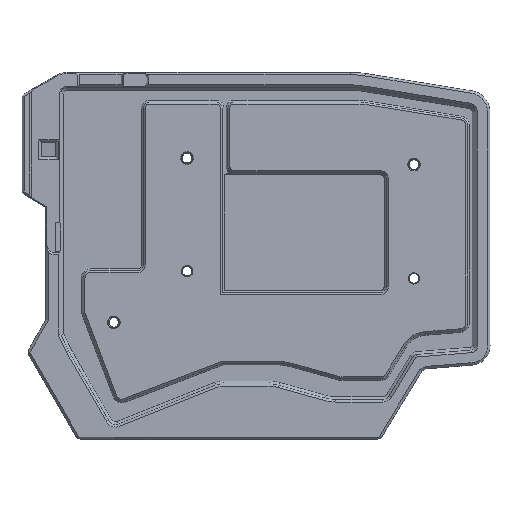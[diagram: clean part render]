
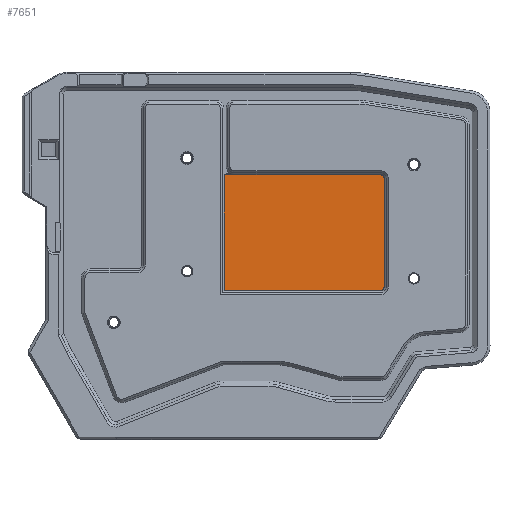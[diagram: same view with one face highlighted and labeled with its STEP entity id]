
A CAD part, top view. The second image highlights one B-rep face of the part: STEP entity #7651.
In plain terms, the highlighted planar face has unit normal (0, 0, 1).
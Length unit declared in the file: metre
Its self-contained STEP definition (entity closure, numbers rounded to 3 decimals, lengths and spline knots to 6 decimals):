
#325=CIRCLE('',#8285,0.0008);
#326=CIRCLE('',#8286,0.0008);
#327=CIRCLE('',#8287,0.0012);
#328=CIRCLE('',#8288,0.0012);
#329=CIRCLE('',#8289,0.0028);
#1661=ORIENTED_EDGE('',*,*,#3272,.T.);
#1662=ORIENTED_EDGE('',*,*,#3273,.T.);
#1663=ORIENTED_EDGE('',*,*,#3274,.T.);
#1664=ORIENTED_EDGE('',*,*,#3275,.T.);
#1665=ORIENTED_EDGE('',*,*,#3276,.T.);
#1666=ORIENTED_EDGE('',*,*,#3277,.T.);
#1667=ORIENTED_EDGE('',*,*,#3278,.T.);
#1668=ORIENTED_EDGE('',*,*,#3279,.T.);
#1669=ORIENTED_EDGE('',*,*,#3280,.T.);
#1670=ORIENTED_EDGE('',*,*,#3281,.T.);
#3272=EDGE_CURVE('',#4090,#4091,#325,.T.);
#3273=EDGE_CURVE('',#4091,#4092,#4844,.T.);
#3274=EDGE_CURVE('',#4092,#4093,#326,.T.);
#3275=EDGE_CURVE('',#4093,#4094,#4845,.T.);
#3276=EDGE_CURVE('',#4094,#4095,#327,.T.);
#3277=EDGE_CURVE('',#4095,#4096,#4846,.T.);
#3278=EDGE_CURVE('',#4096,#4097,#328,.T.);
#3279=EDGE_CURVE('',#4097,#4098,#4847,.T.);
#3280=EDGE_CURVE('',#4098,#4099,#329,.F.);
#3281=EDGE_CURVE('',#4099,#4090,#4848,.T.);
#4090=VERTEX_POINT('',#12255);
#4091=VERTEX_POINT('',#12256);
#4092=VERTEX_POINT('',#12258);
#4093=VERTEX_POINT('',#12260);
#4094=VERTEX_POINT('',#12262);
#4095=VERTEX_POINT('',#12264);
#4096=VERTEX_POINT('',#12266);
#4097=VERTEX_POINT('',#12268);
#4098=VERTEX_POINT('',#12270);
#4099=VERTEX_POINT('',#12272);
#4844=LINE('',#12257,#5718);
#4845=LINE('',#12261,#5719);
#4846=LINE('',#12265,#5720);
#4847=LINE('',#12269,#5721);
#4848=LINE('',#12273,#5722);
#5718=VECTOR('',#9938,1.);
#5719=VECTOR('',#9941,1.);
#5720=VECTOR('',#9944,1.);
#5721=VECTOR('',#9947,1.);
#5722=VECTOR('',#9950,1.);
#6299=EDGE_LOOP('',(#1661,#1662,#1663,#1664,#1665,#1666,#1667,#1668,#1669,
#1670));
#6823=FACE_BOUND('',#6299,.T.);
#7219=PLANE('',#8284);
#7651=ADVANCED_FACE('',(#6823),#7219,.T.);
#8284=AXIS2_PLACEMENT_3D('',#12253,#9934,#9935);
#8285=AXIS2_PLACEMENT_3D('',#12254,#9936,#9937);
#8286=AXIS2_PLACEMENT_3D('',#12259,#9939,#9940);
#8287=AXIS2_PLACEMENT_3D('',#12263,#9942,#9943);
#8288=AXIS2_PLACEMENT_3D('',#12267,#9945,#9946);
#8289=AXIS2_PLACEMENT_3D('',#12271,#9948,#9949);
#9934=DIRECTION('',(0.,0.,1.));
#9935=DIRECTION('',(1.,0.,0.));
#9936=DIRECTION('',(0.,0.,1.));
#9937=DIRECTION('',(1.,0.,0.));
#9938=DIRECTION('',(0.,-1.,0.));
#9939=DIRECTION('',(0.,0.,1.));
#9940=DIRECTION('',(1.,0.,0.));
#9941=DIRECTION('',(1.,0.,0.));
#9942=DIRECTION('',(0.,0.,1.));
#9943=DIRECTION('',(1.,0.,0.));
#9944=DIRECTION('',(0.,1.,0.));
#9945=DIRECTION('',(0.,0.,1.));
#9946=DIRECTION('',(1.,0.,0.));
#9947=DIRECTION('',(-1.,0.,0.));
#9948=DIRECTION('',(0.,0.,1.));
#9949=DIRECTION('',(1.,0.,0.));
#9950=DIRECTION('',(-1.,0.,0.));
#12253=CARTESIAN_POINT('',(0.,-0.001038,0.0015));
#12254=CARTESIAN_POINT('',(-0.013916,0.025538,0.0015));
#12255=CARTESIAN_POINT('',(-0.013916,0.026338,0.0015));
#12256=CARTESIAN_POINT('',(-0.014616,0.025925,0.0015));
#12257=CARTESIAN_POINT('',(-0.014616,-0.001038,0.0015));
#12258=CARTESIAN_POINT('',(-0.014616,-0.012287,0.0015));
#12259=CARTESIAN_POINT('',(-0.013916,-0.0119,0.0015));
#12260=CARTESIAN_POINT('',(-0.014304,-0.0126,0.0015));
#12261=CARTESIAN_POINT('',(0.,-0.0126,0.0015));
#12262=CARTESIAN_POINT('',(0.037795,-0.0126,0.0015));
#12263=CARTESIAN_POINT('',(0.037795,-0.0114,0.0015));
#12264=CARTESIAN_POINT('',(0.038995,-0.0114,0.0015));
#12265=CARTESIAN_POINT('',(0.038995,-0.001038,0.0015));
#12266=CARTESIAN_POINT('',(0.038995,0.025038,0.0015));
#12267=CARTESIAN_POINT('',(0.037795,0.025038,0.0015));
#12268=CARTESIAN_POINT('',(0.037795,0.026238,0.0015));
#12269=CARTESIAN_POINT('',(0.,0.026238,0.0015));
#12270=CARTESIAN_POINT('',(-0.011416,0.026238,0.0015));
#12271=CARTESIAN_POINT('',(-0.011416,0.029038,0.0015));
#12272=CARTESIAN_POINT('',(-0.012158,0.026338,0.0015));
#12273=CARTESIAN_POINT('',(-0.013916,0.026338,0.0015));
